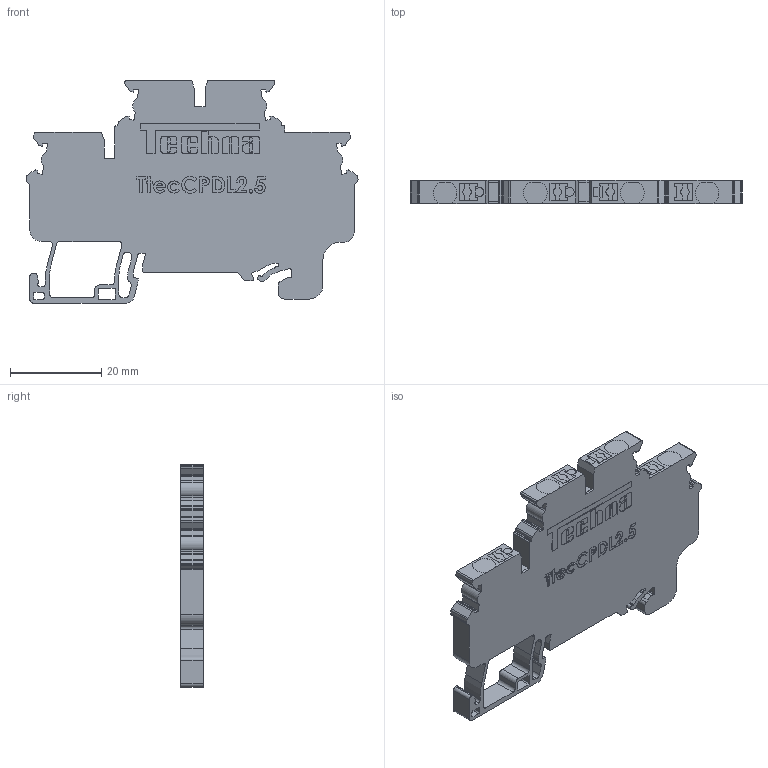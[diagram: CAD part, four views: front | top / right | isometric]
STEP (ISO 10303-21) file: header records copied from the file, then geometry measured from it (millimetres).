
FILE_DESCRIPTION (( 'STEP AP214' ), '1' );
FILE_NAME ('TtecCPDL2.5.STEP', '2020-07-02T08:23:06', ( '' ), ( '' ), 'SwSTEP 2.0', 'SolidWorks 2020', '' );
FILE_SCHEMA (( 'AUTOMOTIVE_DESIGN' ));
Length unit declared in the file: millimetre
Products named in the file (1): TtecCPDL2.5
Bounding box: 72.7 x 5 x 48.7 mm (x, y, z)
Volume: 11897 mm3; surface area: 6975.9 mm2
Topology: 1 solids, 1 shells, 933 faces, 2644 edges, 1762 vertices
Faces by surface type: plane 508, cylinder 317, bspline 108
Entity records: 42060 total; most frequent: CARTESIAN_POINT 12040, ORIENTED_EDGE 5288, DIRECTION 4714, EDGE_CURVE 2644, LINE 1794, VECTOR 1794, VERTEX_POINT 1762, AXIS2_PLACEMENT_3D 1460
